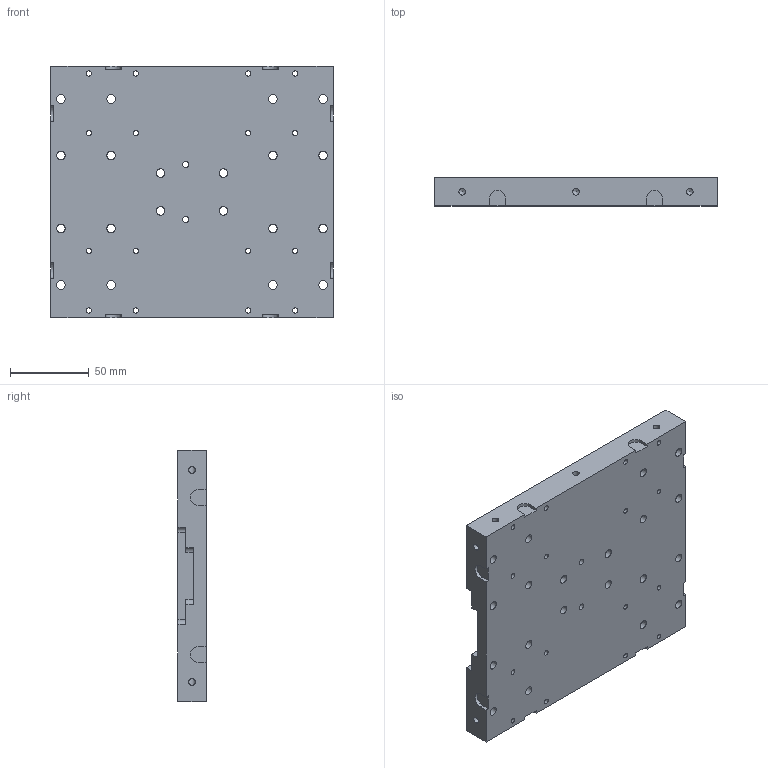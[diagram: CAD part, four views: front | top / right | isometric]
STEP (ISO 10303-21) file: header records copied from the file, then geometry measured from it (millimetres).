
FILE_DESCRIPTION(('FreeCAD Model'),'2;1');
FILE_NAME('Open CASCADE Shape Model','2025-07-10T17:15:14',(''),(''), 'Open CASCADE STEP processor 7.8','FreeCAD','Unknown');
FILE_SCHEMA(('AUTOMOTIVE_DESIGN { 1 0 10303 214 1 1 1 1 }'));
Length unit declared in the file: millimetre
Products named in the file (1): MiddlePlate
Bounding box: 180 x 18 x 160 mm (x, y, z)
Volume: 433213.2 mm3; surface area: 83374.2 mm2
Topology: 1 solids, 1 shells, 172 faces, 465 edges, 309 vertices
Faces by surface type: cylinder 90, plane 76, cone 6
Full cylindrical faces by diameter (mm): 3.3 x16, 4 x2, 4.2 x10, 5.5 x20, 9 x20, 10 x4
Entity records: 12003 total; most frequent: CARTESIAN_POINT 2505, DIRECTION 1824, LINE 988, VECTOR 988, ORIENTED_EDGE 918, PCURVE 918, DEFINITIONAL_REPRESENTATION 918, EDGE_CURVE 459
